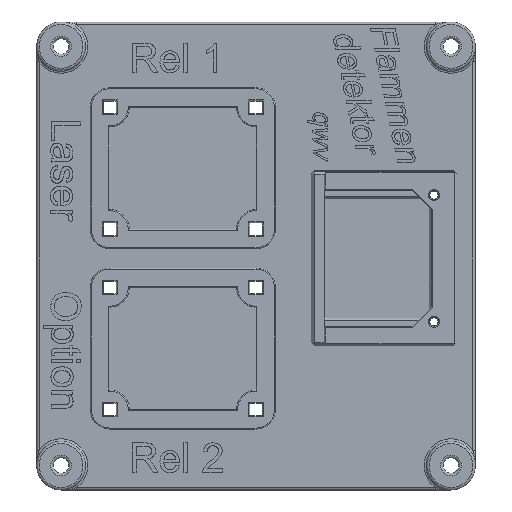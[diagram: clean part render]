
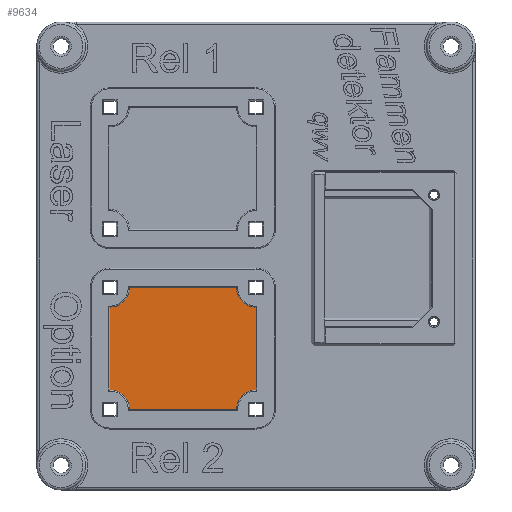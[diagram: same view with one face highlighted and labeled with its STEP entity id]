
A CAD part, top view. The second image highlights one B-rep face of the part: STEP entity #9634.
In plain terms, the highlighted planar face has unit normal (0, 0, 1).
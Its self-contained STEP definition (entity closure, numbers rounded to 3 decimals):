
#107=CIRCLE('',#10195,4.);
#108=CIRCLE('',#10198,4.);
#115=CIRCLE('',#10211,4.);
#116=CIRCLE('',#10213,4.);
#1094=FACE_OUTER_BOUND('',#1675,.T.);
#1675=EDGE_LOOP('',(#7949,#7950,#7951,#7952,#7953,#7954,#7955,#7956));
#2649=LINE('',#19273,#3653);
#2653=LINE('',#19282,#3657);
#2674=LINE('',#19342,#3678);
#2675=LINE('',#19345,#3679);
#3653=VECTOR('',#12020,10.);
#3657=VECTOR('',#12030,10.);
#3678=VECTOR('',#12083,10.);
#3679=VECTOR('',#12086,10.);
#4570=VERTEX_POINT('',#19270);
#4571=VERTEX_POINT('',#19272);
#4572=VERTEX_POINT('',#19276);
#4573=VERTEX_POINT('',#19280);
#4574=VERTEX_POINT('',#19284);
#4595=VERTEX_POINT('',#19337);
#4596=VERTEX_POINT('',#19341);
#4597=VERTEX_POINT('',#19343);
#5803=EDGE_CURVE('',#4571,#4570,#2649,.T.);
#5806=EDGE_CURVE('',#4570,#4572,#107,.T.);
#5808=EDGE_CURVE('',#4572,#4573,#2653,.T.);
#5810=EDGE_CURVE('',#4573,#4574,#108,.T.);
#5835=EDGE_CURVE('',#4595,#4571,#115,.T.);
#5837=EDGE_CURVE('',#4574,#4596,#2674,.T.);
#5838=EDGE_CURVE('',#4596,#4597,#116,.T.);
#5839=EDGE_CURVE('',#4597,#4595,#2675,.T.);
#7949=ORIENTED_EDGE('',*,*,#5803,.T.);
#7950=ORIENTED_EDGE('',*,*,#5806,.T.);
#7951=ORIENTED_EDGE('',*,*,#5808,.T.);
#7952=ORIENTED_EDGE('',*,*,#5810,.T.);
#7953=ORIENTED_EDGE('',*,*,#5837,.T.);
#7954=ORIENTED_EDGE('',*,*,#5838,.T.);
#7955=ORIENTED_EDGE('',*,*,#5839,.T.);
#7956=ORIENTED_EDGE('',*,*,#5835,.T.);
#9122=PLANE('',#10212);
#9634=ADVANCED_FACE('',(#1094),#9122,.T.);
#10195=AXIS2_PLACEMENT_3D('',#19278,#12025,#12026);
#10198=AXIS2_PLACEMENT_3D('',#19286,#12034,#12035);
#10211=AXIS2_PLACEMENT_3D('',#19338,#12078,#12079);
#10212=AXIS2_PLACEMENT_3D('',#19340,#12081,#12082);
#10213=AXIS2_PLACEMENT_3D('',#19344,#12084,#12085);
#12020=DIRECTION('',(0.,1.,0.));
#12025=DIRECTION('center_axis',(0.,0.,-1.));
#12026=DIRECTION('ref_axis',(1.,0.,0.));
#12030=DIRECTION('',(-1.,0.,0.));
#12034=DIRECTION('center_axis',(0.,0.,-1.));
#12035=DIRECTION('ref_axis',(1.,0.,0.));
#12078=DIRECTION('center_axis',(0.,0.,-1.));
#12079=DIRECTION('ref_axis',(1.,0.,0.));
#12081=DIRECTION('center_axis',(0.,0.,1.));
#12082=DIRECTION('ref_axis',(1.,0.,0.));
#12083=DIRECTION('',(0.,-1.,0.));
#12084=DIRECTION('center_axis',(0.,0.,-1.));
#12085=DIRECTION('ref_axis',(1.,0.,0.));
#12086=DIRECTION('',(1.,0.,0.));
#19270=CARTESIAN_POINT('',(15.,-10.,-4.));
#19272=CARTESIAN_POINT('',(15.,-27.,-4.));
#19273=CARTESIAN_POINT('',(15.,-13.25,-4.));
#19276=CARTESIAN_POINT('',(11.,-6.,-4.));
#19278=CARTESIAN_POINT('Origin',(15.,-6.,-4.));
#19280=CARTESIAN_POINT('',(-11.,-6.,-4.));
#19282=CARTESIAN_POINT('',(13.,-6.,-4.));
#19284=CARTESIAN_POINT('',(-15.,-10.,-4.));
#19286=CARTESIAN_POINT('Origin',(-15.,-6.,-4.));
#19337=CARTESIAN_POINT('',(11.,-31.,-4.));
#19338=CARTESIAN_POINT('Origin',(15.,-31.,-4.));
#19340=CARTESIAN_POINT('Origin',(15.,0.5,-4.));
#19341=CARTESIAN_POINT('',(-15.,-27.,-4.));
#19342=CARTESIAN_POINT('',(-15.,-4.75,-4.));
#19343=CARTESIAN_POINT('',(-11.,-31.,-4.));
#19344=CARTESIAN_POINT('Origin',(-15.,-31.,-4.));
#19345=CARTESIAN_POINT('',(2.,-31.,-4.));
